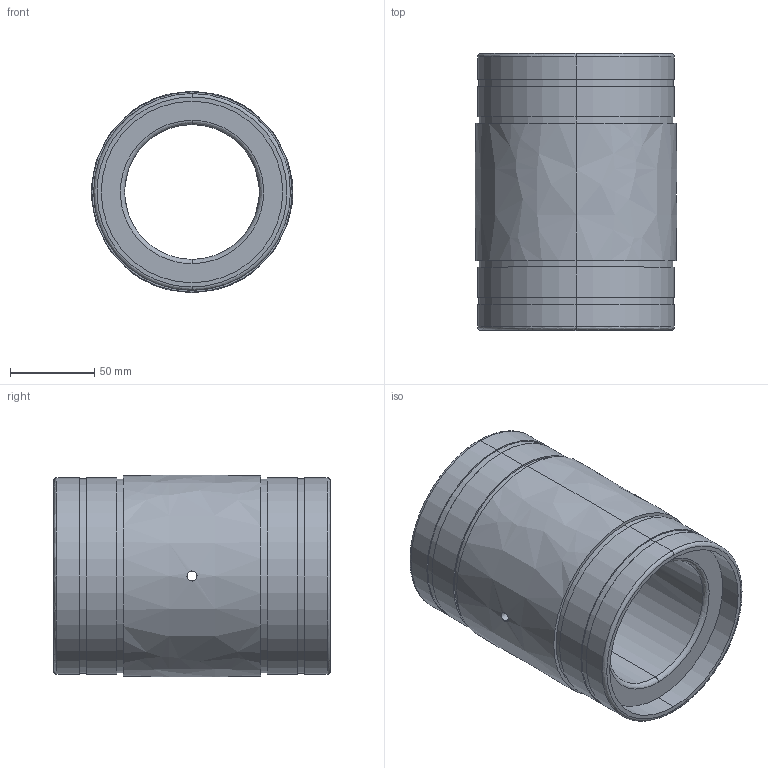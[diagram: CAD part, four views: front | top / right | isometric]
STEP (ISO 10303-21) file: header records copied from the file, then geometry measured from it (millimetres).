
FILE_DESCRIPTION (( 'STEP AP214' ), '1' );
FILE_NAME ('L80SA.STEP', '2020-11-18T15:02:26', ( '' ), ( '' ), 'SwSTEP 2.0', 'SolidWorks 2013', '' );
FILE_SCHEMA (( 'AUTOMOTIVE_DESIGN' ));
Length unit declared in the file: inch
Products named in the file (1): L80SA
Bounding box: 119.92 x 164.64 x 119.86 mm (x, y, z)
Volume: 864344.4 mm3; surface area: 118849.5 mm2
Topology: 1 solids, 1 shells, 50 faces, 106 edges, 68 vertices
Faces by surface type: cylinder 26, bspline 12, plane 12
Entity records: 2742 total; most frequent: CARTESIAN_POINT 1645, DIRECTION 220, ORIENTED_EDGE 212, EDGE_CURVE 106, AXIS2_PLACEMENT_3D 97, VERTEX_POINT 68, EDGE_LOOP 66, CIRCLE 58
